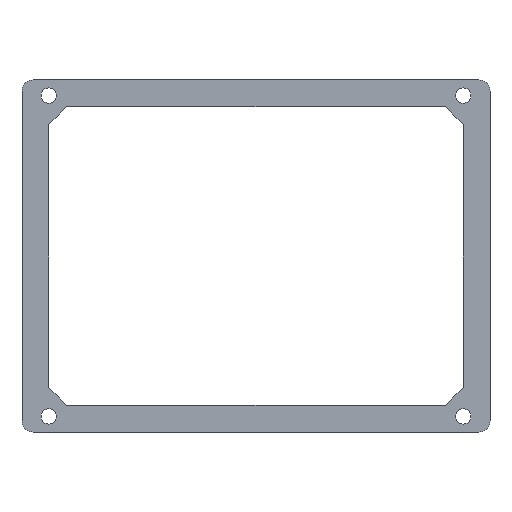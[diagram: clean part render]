
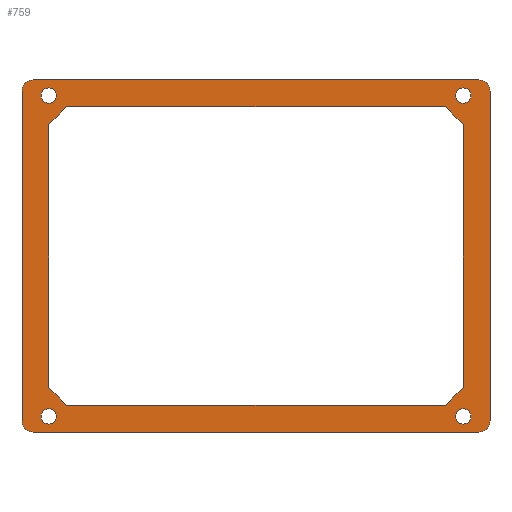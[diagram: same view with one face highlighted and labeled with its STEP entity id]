
A CAD part, top view. The second image highlights one B-rep face of the part: STEP entity #759.
In plain terms, the highlighted planar face has unit normal (0, 0, 1).
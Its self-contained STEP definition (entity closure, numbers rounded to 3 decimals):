
#73=CARTESIAN_POINT('',(42.5,-33.5,0.8));
#74=VERTEX_POINT('',#73);
#75=CARTESIAN_POINT('',(-42.5,-33.5,0.8));
#76=VERTEX_POINT('',#75);
#77=CARTESIAN_POINT('',(42.5,-33.5,0.8));
#78=DIRECTION('',(-1.0,0.0,0.0));
#79=VECTOR('',#78,85.0);
#80=LINE('',#77,#79);
#81=EDGE_CURVE('',#74,#76,#80,.T.);
#113=CARTESIAN_POINT('',(-46.5,-29.5,0.8));
#114=VERTEX_POINT('',#113);
#115=CARTESIAN_POINT('',(-42.5,-33.5,0.8));
#116=DIRECTION('',(-0.707,0.707,0.0));
#117=VECTOR('',#116,5.657);
#118=LINE('',#115,#117);
#119=EDGE_CURVE('',#76,#114,#118,.T.);
#144=CARTESIAN_POINT('',(-46.5,29.5,0.8));
#145=VERTEX_POINT('',#144);
#146=CARTESIAN_POINT('',(-46.5,-29.5,0.8));
#147=DIRECTION('',(0.0,1.0,0.0));
#148=VECTOR('',#147,59.);
#149=LINE('',#146,#148);
#150=EDGE_CURVE('',#114,#145,#149,.T.);
#175=CARTESIAN_POINT('',(-42.5,33.5,0.8));
#176=VERTEX_POINT('',#175);
#177=CARTESIAN_POINT('',(-46.5,29.5,0.8));
#178=DIRECTION('',(0.707,0.707,0.0));
#179=VECTOR('',#178,5.657);
#180=LINE('',#177,#179);
#181=EDGE_CURVE('',#145,#176,#180,.T.);
#206=CARTESIAN_POINT('',(42.5,33.5,0.8));
#207=VERTEX_POINT('',#206);
#208=CARTESIAN_POINT('',(-42.5,33.5,0.8));
#209=DIRECTION('',(1.0,0.0,0.0));
#210=VECTOR('',#209,85.0);
#211=LINE('',#208,#210);
#212=EDGE_CURVE('',#176,#207,#211,.T.);
#237=CARTESIAN_POINT('',(46.5,29.5,0.8));
#238=VERTEX_POINT('',#237);
#239=CARTESIAN_POINT('',(42.5,33.5,0.8));
#240=DIRECTION('',(0.707,-0.707,0.0));
#241=VECTOR('',#240,5.657);
#242=LINE('',#239,#241);
#243=EDGE_CURVE('',#207,#238,#242,.T.);
#268=CARTESIAN_POINT('',(46.5,-29.5,0.8));
#269=VERTEX_POINT('',#268);
#270=CARTESIAN_POINT('',(46.5,29.5,0.8));
#271=DIRECTION('',(0.0,-1.0,0.0));
#272=VECTOR('',#271,59.);
#273=LINE('',#270,#272);
#274=EDGE_CURVE('',#238,#269,#273,.T.);
#299=CARTESIAN_POINT('',(46.5,-29.5,0.8));
#300=DIRECTION('',(-0.707,-0.707,0.0));
#301=VECTOR('',#300,5.657);
#302=LINE('',#299,#301);
#303=EDGE_CURVE('',#269,#74,#302,.T.);
#321=CARTESIAN_POINT('',(-44.8,-36.,0.8));
#322=VERTEX_POINT('',#321);
#323=CARTESIAN_POINT('',(-46.5,-36.,0.8));
#324=DIRECTION('',(0.0,0.0,-1.0));
#325=DIRECTION('',(-1.0,0.0,0.0));
#326=AXIS2_PLACEMENT_3D('',#323,#324,#325);
#327=CIRCLE('',#326,1.7);
#328=EDGE_CURVE('',#322,#322,#327,.T.);
#349=CARTESIAN_POINT('',(48.2,36.,0.8));
#350=VERTEX_POINT('',#349);
#351=CARTESIAN_POINT('',(46.5,36.,0.8));
#352=DIRECTION('',(0.0,0.0,-1.0));
#353=DIRECTION('',(-1.0,0.0,0.0));
#354=AXIS2_PLACEMENT_3D('',#351,#352,#353);
#355=CIRCLE('',#354,1.7);
#356=EDGE_CURVE('',#350,#350,#355,.T.);
#377=CARTESIAN_POINT('',(-44.8,36.,0.8));
#378=VERTEX_POINT('',#377);
#379=CARTESIAN_POINT('',(-46.5,36.,0.8));
#380=DIRECTION('',(0.0,0.0,-1.0));
#381=DIRECTION('',(-1.0,0.0,0.0));
#382=AXIS2_PLACEMENT_3D('',#379,#380,#381);
#383=CIRCLE('',#382,1.7);
#384=EDGE_CURVE('',#378,#378,#383,.T.);
#405=CARTESIAN_POINT('',(48.2,-36.,0.8));
#406=VERTEX_POINT('',#405);
#407=CARTESIAN_POINT('',(46.5,-36.,0.8));
#408=DIRECTION('',(0.0,0.0,-1.0));
#409=DIRECTION('',(-1.0,0.0,0.0));
#410=AXIS2_PLACEMENT_3D('',#407,#408,#409);
#411=CIRCLE('',#410,1.7);
#412=EDGE_CURVE('',#406,#406,#411,.T.);
#433=CARTESIAN_POINT('',(-52.5,-37.,0.8));
#434=VERTEX_POINT('',#433);
#435=CARTESIAN_POINT('',(-52.5,37.,0.8));
#436=VERTEX_POINT('',#435);
#437=CARTESIAN_POINT('',(-52.5,-37.,0.8));
#438=DIRECTION('',(0.0,1.0,0.0));
#439=VECTOR('',#438,74.0);
#440=LINE('',#437,#439);
#441=EDGE_CURVE('',#434,#436,#440,.T.);
#473=CARTESIAN_POINT('',(-50.0,39.5,0.8));
#474=VERTEX_POINT('',#473);
#475=CARTESIAN_POINT('',(-50.0,37.,0.8));
#476=DIRECTION('',(0.0,0.0,-1.0));
#477=DIRECTION('',(0.0,1.0,0.0));
#478=AXIS2_PLACEMENT_3D('',#475,#476,#477);
#479=CIRCLE('',#478,2.5);
#480=EDGE_CURVE('',#436,#474,#479,.T.);
#506=CARTESIAN_POINT('',(50.,39.5,0.8));
#507=VERTEX_POINT('',#506);
#508=CARTESIAN_POINT('',(-50.0,39.5,0.8));
#509=DIRECTION('',(1.0,0.0,0.0));
#510=VECTOR('',#509,100.0);
#511=LINE('',#508,#510);
#512=EDGE_CURVE('',#474,#507,#511,.T.);
#537=CARTESIAN_POINT('',(52.5,37.,0.8));
#538=VERTEX_POINT('',#537);
#539=CARTESIAN_POINT('',(50.,37.,0.8));
#540=DIRECTION('',(0.0,0.0,-1.0));
#541=DIRECTION('',(1.0,0.0,0.0));
#542=AXIS2_PLACEMENT_3D('',#539,#540,#541);
#543=CIRCLE('',#542,2.5);
#544=EDGE_CURVE('',#507,#538,#543,.T.);
#570=CARTESIAN_POINT('',(52.5,-37.,0.8));
#571=VERTEX_POINT('',#570);
#572=CARTESIAN_POINT('',(52.5,37.,0.8));
#573=DIRECTION('',(0.0,-1.0,0.0));
#574=VECTOR('',#573,74.);
#575=LINE('',#572,#574);
#576=EDGE_CURVE('',#538,#571,#575,.T.);
#601=CARTESIAN_POINT('',(50.0,-39.5,0.8));
#602=VERTEX_POINT('',#601);
#603=CARTESIAN_POINT('',(50.0,-37.,0.8));
#604=DIRECTION('',(0.0,0.0,-1.0));
#605=DIRECTION('',(0.0,-1.0,0.0));
#606=AXIS2_PLACEMENT_3D('',#603,#604,#605);
#607=CIRCLE('',#606,2.5);
#608=EDGE_CURVE('',#571,#602,#607,.T.);
#634=CARTESIAN_POINT('',(-50.0,-39.5,0.8));
#635=VERTEX_POINT('',#634);
#636=CARTESIAN_POINT('',(50.0,-39.5,0.8));
#637=DIRECTION('',(-1.0,0.0,0.0));
#638=VECTOR('',#637,100.0);
#639=LINE('',#636,#638);
#640=EDGE_CURVE('',#602,#635,#639,.T.);
#665=CARTESIAN_POINT('',(-50.0,-37.,0.8));
#666=DIRECTION('',(0.0,0.0,-1.0));
#667=DIRECTION('',(-1.0,0.0,0.0));
#668=AXIS2_PLACEMENT_3D('',#665,#666,#667);
#669=CIRCLE('',#668,2.5);
#670=EDGE_CURVE('',#635,#434,#669,.T.);
#722=CARTESIAN_POINT('',(0.,0.,0.8));
#723=DIRECTION('',(0.0,0.0,1.0));
#724=DIRECTION('',(1.0,0.0,0.0));
#725=AXIS2_PLACEMENT_3D('',#722,#723,#724);
#726=PLANE('',#725);
#727=ORIENTED_EDGE('',*,*,#441,.F.);
#728=ORIENTED_EDGE('',*,*,#670,.F.);
#729=ORIENTED_EDGE('',*,*,#640,.F.);
#730=ORIENTED_EDGE('',*,*,#608,.F.);
#731=ORIENTED_EDGE('',*,*,#576,.F.);
#732=ORIENTED_EDGE('',*,*,#544,.F.);
#733=ORIENTED_EDGE('',*,*,#512,.F.);
#734=ORIENTED_EDGE('',*,*,#480,.F.);
#735=EDGE_LOOP('',(#727,#728,#729,#730,#731,#732,#733,#734));
#736=FACE_OUTER_BOUND('',#735,.T.);
#737=ORIENTED_EDGE('',*,*,#81,.T.);
#738=ORIENTED_EDGE('',*,*,#119,.T.);
#739=ORIENTED_EDGE('',*,*,#150,.T.);
#740=ORIENTED_EDGE('',*,*,#181,.T.);
#741=ORIENTED_EDGE('',*,*,#212,.T.);
#742=ORIENTED_EDGE('',*,*,#243,.T.);
#743=ORIENTED_EDGE('',*,*,#274,.T.);
#744=ORIENTED_EDGE('',*,*,#303,.T.);
#745=EDGE_LOOP('',(#737,#738,#739,#740,#741,#742,#743,#744));
#746=FACE_BOUND('',#745,.T.);
#747=ORIENTED_EDGE('',*,*,#328,.T.);
#748=EDGE_LOOP('',(#747));
#749=FACE_BOUND('',#748,.T.);
#750=ORIENTED_EDGE('',*,*,#356,.T.);
#751=EDGE_LOOP('',(#750));
#752=FACE_BOUND('',#751,.T.);
#753=ORIENTED_EDGE('',*,*,#384,.T.);
#754=EDGE_LOOP('',(#753));
#755=FACE_BOUND('',#754,.T.);
#756=ORIENTED_EDGE('',*,*,#412,.T.);
#757=EDGE_LOOP('',(#756));
#758=FACE_BOUND('',#757,.T.);
#759=ADVANCED_FACE('',(#736,#746,#749,#752,#755,#758),#726,.T.);
